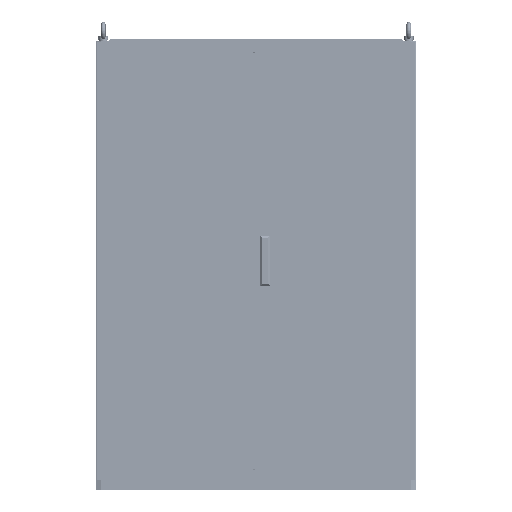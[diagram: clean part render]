
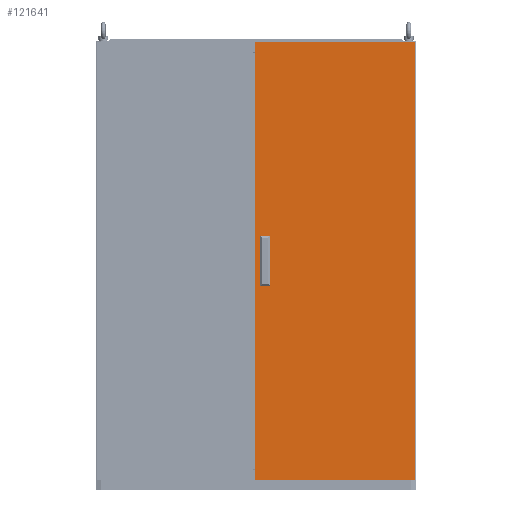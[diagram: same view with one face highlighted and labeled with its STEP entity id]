
A CAD part, top view. The second image highlights one B-rep face of the part: STEP entity #121641.
In plain terms, the highlighted planar face has unit normal (0, 0, 1).
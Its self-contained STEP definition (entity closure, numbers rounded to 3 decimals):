
#2084 = LINE ( 'NONE', #258636, #156270 ) ;
#5461 = CARTESIAN_POINT ( 'NONE',  ( 0., 0., 0. ) ) ;
#6129 = DIRECTION ( 'NONE',  ( -1., 0., 0. ) ) ;
#8732 = DIRECTION ( 'NONE',  ( 0., 1., 0. ) ) ;
#10034 = CARTESIAN_POINT ( 'NONE',  ( 16.5, 88.5, 0. ) ) ;
#10109 = EDGE_CURVE ( 'NONE', #37503, #35125, #326357, .T. ) ;
#12943 = CARTESIAN_POINT ( 'NONE',  ( 41.5, -61.5, 0. ) ) ;
#12984 = VERTEX_POINT ( 'NONE', #257478 ) ;
#13321 = VERTEX_POINT ( 'NONE', #227452 ) ;
#15304 = EDGE_CURVE ( 'NONE', #35125, #50857, #92031, .T. ) ;
#15651 = EDGE_CURVE ( 'NONE', #50857, #105220, #270017, .T. ) ;
#19112 = DIRECTION ( 'NONE',  ( 1., 0., 0. ) ) ;
#27324 = CARTESIAN_POINT ( 'NONE',  ( 41.5, 38.5, 0. ) ) ;
#35125 = VERTEX_POINT ( 'NONE', #285944 ) ;
#37503 = VERTEX_POINT ( 'NONE', #133446 ) ;
#39912 = CARTESIAN_POINT ( 'NONE',  ( -3., -670., 0. ) ) ;
#43940 = ORIENTED_EDGE ( 'NONE', *, *, #231285, .F. ) ;
#44448 = VECTOR ( 'NONE', #8732, 1000. ) ;
#50464 = EDGE_CURVE ( 'NONE', #213723, #13321, #311534, .T. ) ;
#50857 = VERTEX_POINT ( 'NONE', #12943 ) ;
#55954 = CARTESIAN_POINT ( 'NONE',  ( 16.5, 38.5, 0. ) ) ;
#56660 = VECTOR ( 'NONE', #104311, 1000. ) ;
#57895 = VECTOR ( 'NONE', #89038, 1000. ) ;
#60019 = FACE_BOUND ( 'NONE', #215782, .T. ) ;
#61365 = DIRECTION ( 'NONE',  ( 1., 0., 0. ) ) ;
#64296 = CARTESIAN_POINT ( 'NONE',  ( -3., 697., 0. ) ) ;
#67123 = CARTESIAN_POINT ( 'NONE',  ( 41.5, -61.5, 0. ) ) ;
#79179 = CARTESIAN_POINT ( 'NONE',  ( 41.5, -11.5, 0. ) ) ;
#89038 = DIRECTION ( 'NONE',  ( 0., -1., 0. ) ) ;
#90700 = ORIENTED_EDGE ( 'NONE', *, *, #166017, .F. ) ;
#91195 = EDGE_LOOP ( 'NONE', ( #90700, #195463, #259766, #205326 ) ) ;
#92031 = LINE ( 'NONE', #67123, #139333 ) ;
#92306 = CARTESIAN_POINT ( 'NONE',  ( 41.5, 88.5, 0. ) ) ;
#92808 = ORIENTED_EDGE ( 'NONE', *, *, #236757, .T. ) ;
#101706 = VECTOR ( 'NONE', #235844, 1000. ) ;
#104311 = DIRECTION ( 'NONE',  ( 0., -1., 0. ) ) ;
#105220 = VERTEX_POINT ( 'NONE', #79179 ) ;
#105467 = DIRECTION ( 'NONE',  ( -1., 0., 0. ) ) ;
#117318 = LINE ( 'NONE', #64296, #309565 ) ;
#121641 = ADVANCED_FACE ( 'NONE', ( #185898, #60019, #161058 ), #154569, .T. ) ;
#130289 = VERTEX_POINT ( 'NONE', #92306 ) ;
#133446 = CARTESIAN_POINT ( 'NONE',  ( 16.5, -11.5, 0. ) ) ;
#134859 = CARTESIAN_POINT ( 'NONE',  ( 497., 697., 0. ) ) ;
#136838 = ORIENTED_EDGE ( 'NONE', *, *, #205006, .T. ) ;
#139333 = VECTOR ( 'NONE', #19112, 1000. ) ;
#143428 = CARTESIAN_POINT ( 'NONE',  ( 41.5, 38.5, 0. ) ) ;
#148012 = VECTOR ( 'NONE', #105467, 1000. ) ;
#149095 = CARTESIAN_POINT ( 'NONE',  ( 41.5, -61.5, 0. ) ) ;
#154569 = PLANE ( 'NONE',  #167071 ) ;
#155221 = CARTESIAN_POINT ( 'NONE',  ( 41.5, 88.5, 0. ) ) ;
#156270 = VECTOR ( 'NONE', #182517, 1000. ) ;
#156749 = CARTESIAN_POINT ( 'NONE',  ( -3., 697., 0. ) ) ;
#157560 = CARTESIAN_POINT ( 'NONE',  ( -3., -670., 0. ) ) ;
#161058 = FACE_OUTER_BOUND ( 'NONE', #249905, .T. ) ;
#165404 = DIRECTION ( 'NONE',  ( -1., 0., 0. ) ) ;
#166017 = EDGE_CURVE ( 'NONE', #262082, #12984, #314275, .T. ) ;
#167071 = AXIS2_PLACEMENT_3D ( 'NONE', #5461, #285341, #181006 ) ;
#181006 = DIRECTION ( 'NONE',  ( 1., 0., 0. ) ) ;
#182517 = DIRECTION ( 'NONE',  ( 0., -1., 0. ) ) ;
#185898 = FACE_BOUND ( 'NONE', #91195, .T. ) ;
#186062 = ORIENTED_EDGE ( 'NONE', *, *, #15651, .F. ) ;
#189192 = CARTESIAN_POINT ( 'NONE',  ( 41.5, 38.5, 0. ) ) ;
#195463 = ORIENTED_EDGE ( 'NONE', *, *, #295623, .F. ) ;
#195735 = ORIENTED_EDGE ( 'NONE', *, *, #15304, .F. ) ;
#197734 = VECTOR ( 'NONE', #6129, 1000. ) ;
#197919 = VECTOR ( 'NONE', #61365, 1000. ) ;
#202929 = DIRECTION ( 'NONE',  ( 1., 0., 0. ) ) ;
#205006 = EDGE_CURVE ( 'NONE', #246229, #213723, #2084, .T. ) ;
#205326 = ORIENTED_EDGE ( 'NONE', *, *, #214290, .F. ) ;
#208146 = CARTESIAN_POINT ( 'NONE',  ( 41.5, -11.5, 0. ) ) ;
#208168 = LINE ( 'NONE', #155221, #197734 ) ;
#213723 = VERTEX_POINT ( 'NONE', #39912 ) ;
#214290 = EDGE_CURVE ( 'NONE', #12984, #257384, #229364, .T. ) ;
#215782 = EDGE_LOOP ( 'NONE', ( #302409, #43940, #186062, #195735 ) ) ;
#227452 = CARTESIAN_POINT ( 'NONE',  ( 497., -670., 0. ) ) ;
#229364 = LINE ( 'NONE', #27324, #325502 ) ;
#231285 = EDGE_CURVE ( 'NONE', #105220, #37503, #262643, .T. ) ;
#232703 = ORIENTED_EDGE ( 'NONE', *, *, #240721, .T. ) ;
#235844 = DIRECTION ( 'NONE',  ( 0., 1., 0. ) ) ;
#236757 = EDGE_CURVE ( 'NONE', #239118, #246229, #117318, .T. ) ;
#239104 = LINE ( 'NONE', #134859, #101706 ) ;
#239118 = VERTEX_POINT ( 'NONE', #269173 ) ;
#240721 = EDGE_CURVE ( 'NONE', #13321, #239118, #239104, .T. ) ;
#246229 = VERTEX_POINT ( 'NONE', #156749 ) ;
#249905 = EDGE_LOOP ( 'NONE', ( #136838, #297237, #232703, #92808 ) ) ;
#250024 = DIRECTION ( 'NONE',  ( 0., 1., 0. ) ) ;
#257384 = VERTEX_POINT ( 'NONE', #143428 ) ;
#257478 = CARTESIAN_POINT ( 'NONE',  ( 16.5, 38.5, 0. ) ) ;
#258636 = CARTESIAN_POINT ( 'NONE',  ( -3., 697., 0. ) ) ;
#259766 = ORIENTED_EDGE ( 'NONE', *, *, #289100, .F. ) ;
#262082 = VERTEX_POINT ( 'NONE', #10034 ) ;
#262643 = LINE ( 'NONE', #208146, #148012 ) ;
#269173 = CARTESIAN_POINT ( 'NONE',  ( 497., 697., 0. ) ) ;
#270017 = LINE ( 'NONE', #149095, #282414 ) ;
#282414 = VECTOR ( 'NONE', #250024, 1000. ) ;
#285341 = DIRECTION ( 'NONE',  ( 0., 0., 1. ) ) ;
#285944 = CARTESIAN_POINT ( 'NONE',  ( 16.5, -61.5, 0. ) ) ;
#289100 = EDGE_CURVE ( 'NONE', #257384, #130289, #311824, .T. ) ;
#295623 = EDGE_CURVE ( 'NONE', #130289, #262082, #208168, .T. ) ;
#297237 = ORIENTED_EDGE ( 'NONE', *, *, #50464, .T. ) ;
#299871 = CARTESIAN_POINT ( 'NONE',  ( 16.5, -61.5, 0. ) ) ;
#302409 = ORIENTED_EDGE ( 'NONE', *, *, #10109, .F. ) ;
#309565 = VECTOR ( 'NONE', #165404, 1000. ) ;
#311534 = LINE ( 'NONE', #157560, #197919 ) ;
#311824 = LINE ( 'NONE', #189192, #44448 ) ;
#314275 = LINE ( 'NONE', #55954, #57895 ) ;
#325502 = VECTOR ( 'NONE', #202929, 1000. ) ;
#326357 = LINE ( 'NONE', #299871, #56660 ) ;
